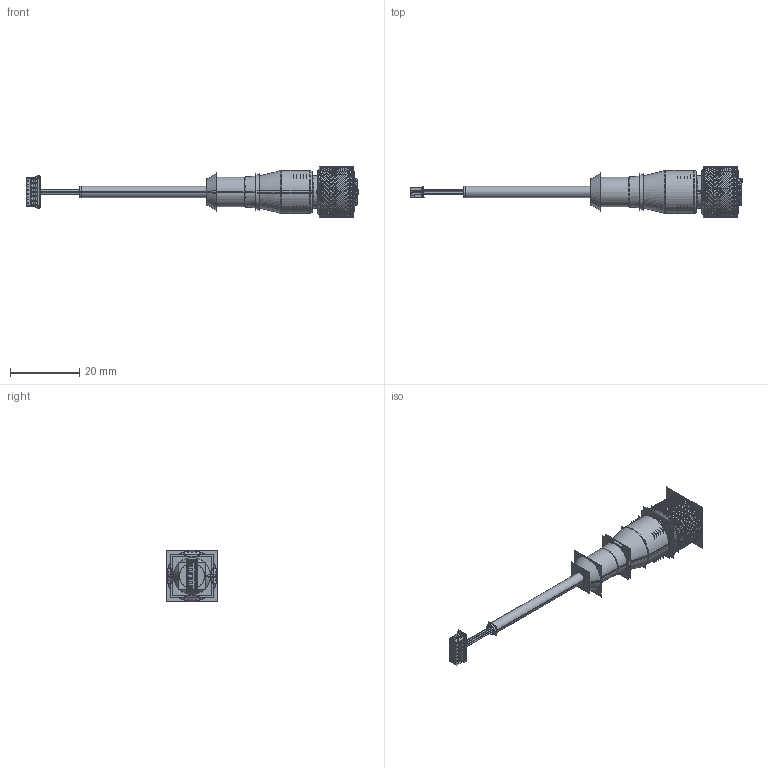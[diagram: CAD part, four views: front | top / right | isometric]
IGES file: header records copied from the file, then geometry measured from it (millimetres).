
Start section:  PTC IGES file: 212606.igs
Global section: file name: 212606.igs; native system: Creo Parametric by PTC Inc.; preprocessor: 2018300; author: pdmadmin; organization: Unknown; date: 20190628.142315; units: millimetre
Bounding box: 95.58 x 14.55 x 14.55 mm (x, y, z)
Volume: 3839.7 mm3; surface area: 276669.6 mm2
Topology: 11 solids, 11 shells, 8490 faces, 37340 edges, 44252 vertices
Faces by surface type: bspline 6656, revolution 1834
